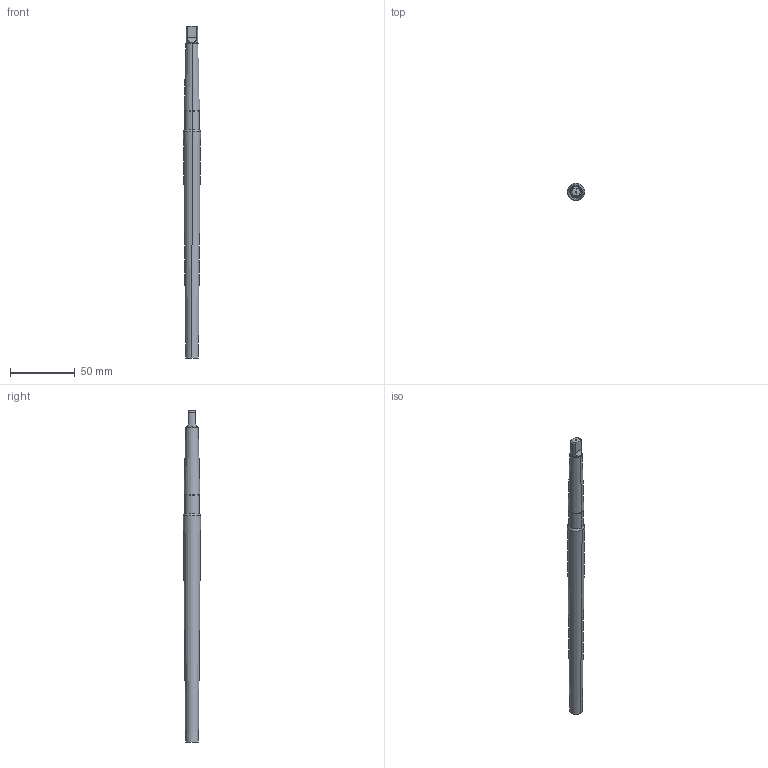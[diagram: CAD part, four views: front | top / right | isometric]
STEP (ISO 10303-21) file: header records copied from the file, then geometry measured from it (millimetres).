
FILE_DESCRIPTION((''),'2;1');
FILE_NAME('607515280-000-00-E43','2021-02-05T11:20:57',('steinhartd'),(''),'CREO PARAMETRIC BY PTC INC, 2019030','CREO PARAMETRIC BY PTC INC, 2019030','');
FILE_SCHEMA(('AP242_MANAGED_MODEL_BASED_3D_ENGINEERING_MIM_LF { 1 0 10303 442 1 1 4 }'));
Length unit declared in the file: millimetre
Products named in the file (1): 607515280-000-00-E43
Bounding box: 13.4 x 13.4 x 257 mm (x, y, z)
Volume: 26048.7 mm3; surface area: 9266.2 mm2
Topology: 1 solids, 1 shells, 24 faces, 54 edges, 32 vertices
Faces by surface type: cone 12, cylinder 6, plane 4, torus 2
Entity records: 1486 total; most frequent: CARTESIAN_POINT 335, DIRECTION 123, ORIENTED_EDGE 108, PRESENTATION_STYLE_ASSIGNMENT 83, STYLED_ITEM 80, CURVE_STYLE 58, EDGE_CURVE 54, AXIS2_PLACEMENT_3D 50
